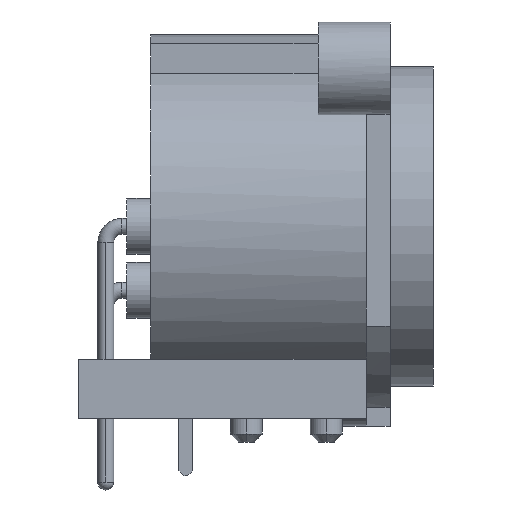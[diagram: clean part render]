
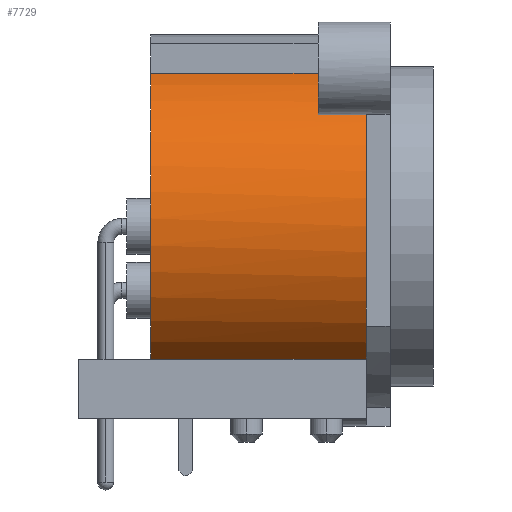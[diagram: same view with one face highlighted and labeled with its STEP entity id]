
A CAD part, left-side view. The second image highlights one B-rep face of the part: STEP entity #7729.
In plain terms, the highlighted cylindrical face has radius 10.25 mm (diameter 20.5 mm), a partial arc.
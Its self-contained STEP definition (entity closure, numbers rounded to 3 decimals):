
#769 = CARTESIAN_POINT ( 'NONE',  ( -3.628, 14.25, 9.587 ) ) ;
#1099 = DIRECTION ( 'NONE',  ( 0., 0., 1. ) ) ;
#1476 = LINE ( 'NONE', #16886, #4101 ) ;
#1549 = AXIS2_PLACEMENT_3D ( 'NONE', #3172, #10134, #13352 ) ;
#3141 = DIRECTION ( 'NONE',  ( 0., -1., 0. ) ) ;
#3172 = CARTESIAN_POINT ( 'NONE',  ( 0., 18.75, 0. ) ) ;
#3408 = EDGE_CURVE ( 'NONE', #22313, #6841, #11977, .T. ) ;
#4101 = VECTOR ( 'NONE', #13572, 1000. ) ;
#4256 = AXIS2_PLACEMENT_3D ( 'NONE', #12806, #12912, #9229 ) ;
#4731 = LINE ( 'NONE', #18313, #16043 ) ;
#4747 = CARTESIAN_POINT ( 'NONE',  ( 0., 0.75, 0. ) ) ;
#5432 = CARTESIAN_POINT ( 'NONE',  ( -6., 0.75, -8.31 ) ) ;
#6360 = ORIENTED_EDGE ( 'NONE', *, *, #7730, .F. ) ;
#6411 = CIRCLE ( 'NONE', #4256, 10.25 ) ;
#6579 = CARTESIAN_POINT ( 'NONE',  ( -6., 14.25, -8.31 ) ) ;
#6636 = ORIENTED_EDGE ( 'NONE', *, *, #13198, .T. ) ;
#6841 = VERTEX_POINT ( 'NONE', #6579 ) ;
#7729 = ADVANCED_FACE ( 'NONE', ( #11870 ), #17104, .T. ) ;
#7730 = EDGE_CURVE ( 'NONE', #22313, #12746, #1476, .T. ) ;
#9229 = DIRECTION ( 'NONE',  ( 0., 0., 1. ) ) ;
#9617 = CARTESIAN_POINT ( 'NONE',  ( -10.25, 0.75, 0. ) ) ;
#10134 = DIRECTION ( 'NONE',  ( 0., -1., 0. ) ) ;
#10142 = ORIENTED_EDGE ( 'NONE', *, *, #3408, .T. ) ;
#11173 = CIRCLE ( 'NONE', #22441, 10.25 ) ;
#11870 = FACE_OUTER_BOUND ( 'NONE', #20316, .T. ) ;
#11950 = DIRECTION ( 'NONE',  ( 0., 0., 1. ) ) ;
#11977 = CIRCLE ( 'NONE', #14871, 10.25 ) ;
#12059 = CARTESIAN_POINT ( 'NONE',  ( 0., 14.25, 0. ) ) ;
#12746 = VERTEX_POINT ( 'NONE', #13281 ) ;
#12806 = CARTESIAN_POINT ( 'NONE',  ( 0., 0.75, 0. ) ) ;
#12912 = DIRECTION ( 'NONE',  ( 0., 1., 0. ) ) ;
#13103 = ORIENTED_EDGE ( 'NONE', *, *, #14841, .T. ) ;
#13198 = EDGE_CURVE ( 'NONE', #15799, #21668, #11173, .T. ) ;
#13281 = CARTESIAN_POINT ( 'NONE',  ( -3.628, 0.75, 9.587 ) ) ;
#13352 = DIRECTION ( 'NONE',  ( 0., 0., -1. ) ) ;
#13572 = DIRECTION ( 'NONE',  ( 0., -1., 0. ) ) ;
#14841 = EDGE_CURVE ( 'NONE', #21668, #12746, #6411, .T. ) ;
#14871 = AXIS2_PLACEMENT_3D ( 'NONE', #12059, #3141, #11950 ) ;
#15799 = VERTEX_POINT ( 'NONE', #5432 ) ;
#16043 = VECTOR ( 'NONE', #22170, 1000. ) ;
#16886 = CARTESIAN_POINT ( 'NONE',  ( -3.628, 21.897, 9.587 ) ) ;
#17104 = CYLINDRICAL_SURFACE ( 'NONE', #1549, 10.25 ) ;
#18313 = CARTESIAN_POINT ( 'NONE',  ( -6., 31.304, -8.31 ) ) ;
#18378 = ORIENTED_EDGE ( 'NONE', *, *, #21655, .T. ) ;
#18776 = DIRECTION ( 'NONE',  ( 0., 1., 0. ) ) ;
#20316 = EDGE_LOOP ( 'NONE', ( #6360, #10142, #18378, #6636, #13103 ) ) ;
#21655 = EDGE_CURVE ( 'NONE', #6841, #15799, #4731, .T. ) ;
#21668 = VERTEX_POINT ( 'NONE', #9617 ) ;
#22170 = DIRECTION ( 'NONE',  ( 0., -1., 0. ) ) ;
#22313 = VERTEX_POINT ( 'NONE', #769 ) ;
#22441 = AXIS2_PLACEMENT_3D ( 'NONE', #4747, #18776, #1099 ) ;
